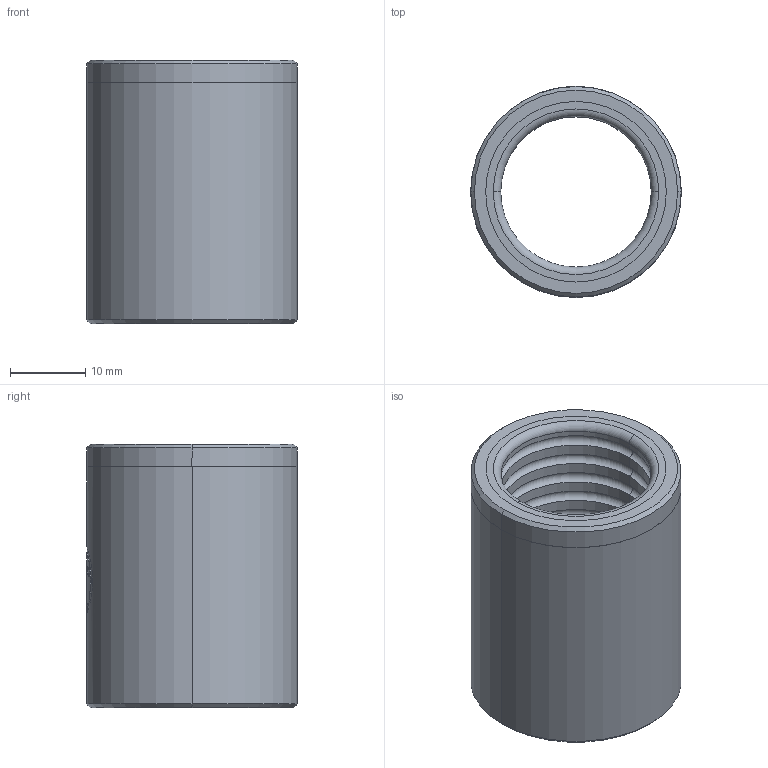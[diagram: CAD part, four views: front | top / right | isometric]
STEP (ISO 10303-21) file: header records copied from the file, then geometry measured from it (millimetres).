
FILE_DESCRIPTION (( 'STEP AP214' ), '1' );
FILE_NAME ('SGCZ-D28-d20-35.STEP', '2021-07-31T06:54:14', ( 'User' ), ( 'china' ), 'SwSTEP 2.0', 'SolidWorks 2016', '' );
FILE_SCHEMA (( 'AUTOMOTIVE_DESIGN' ));
Length unit declared in the file: millimetre
Products named in the file (3): SGCZ-D28-d20-35; SGCZ-D28-d20-35肣杶; SGCZ-D28-d20-35詩杶
Assembly tree (2 placements, depth 2):
  SGCZ-D28-d20-35
    SGCZ-D28-d20-35詩杶
    SGCZ-D28-d20-35肣杶
Bounding box: 28 x 28 x 35 mm (x, y, z)
Volume: 9913.6 mm3; surface area: 11648.8 mm2
Topology: 2 solids, 2 shells, 87 faces, 188 edges, 108 vertices
Faces by surface type: cylinder 44, torus 26, plane 13, cone 4
Entity records: 2732 total; most frequent: CARTESIAN_POINT 706, DIRECTION 450, ORIENTED_EDGE 376, AXIS2_PLACEMENT_3D 194, EDGE_CURVE 188, VERTEX_POINT 108, CIRCLE 102, EDGE_LOOP 94
